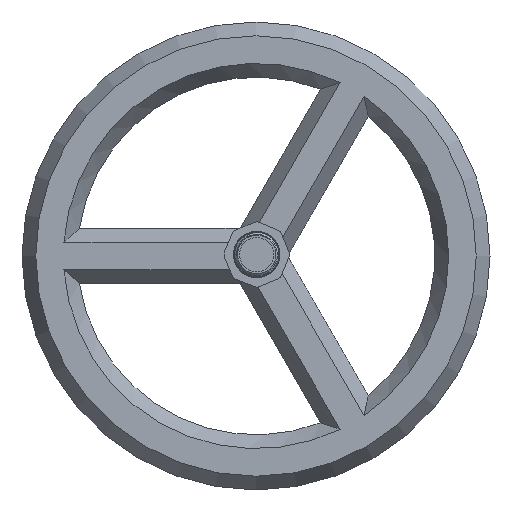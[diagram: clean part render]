
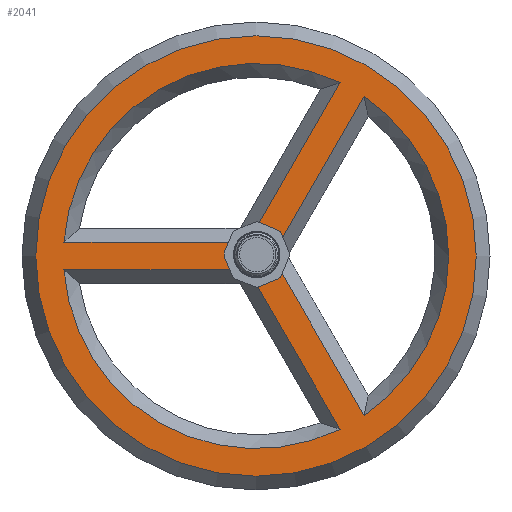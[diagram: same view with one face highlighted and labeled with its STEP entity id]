
A CAD part, front view. The second image highlights one B-rep face of the part: STEP entity #2041.
In plain terms, the highlighted planar face has unit normal (0, -1, 0).
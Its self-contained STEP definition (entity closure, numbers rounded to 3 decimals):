
#24=FACE_BOUND('',#371,.T.);
#49=PLANE('',#2241);
#252=FACE_OUTER_BOUND('',#370,.T.);
#370=EDGE_LOOP('',(#1579));
#371=EDGE_LOOP('',(#1580,#1581,#1582,#1583,#1584,#1585,#1586,#1587,#1588,
#1589,#1590,#1591));
#531=CIRCLE('',#2215,101.351);
#533=CIRCLE('',#2218,88.649);
#539=CIRCLE('',#2228,88.649);
#540=CIRCLE('',#2230,88.649);
#545=CIRCLE('',#2242,13.716);
#546=CIRCLE('',#2243,13.716);
#547=CIRCLE('',#2244,13.716);
#613=LINE('',#5726,#723);
#614=LINE('',#5731,#724);
#615=LINE('',#5733,#725);
#616=LINE('',#5736,#726);
#617=LINE('',#5739,#727);
#618=LINE('',#5740,#728);
#723=VECTOR('',#2644,10.);
#724=VECTOR('',#2649,10.);
#725=VECTOR('',#2650,10.);
#726=VECTOR('',#2653,10.);
#727=VECTOR('',#2656,10.);
#728=VECTOR('',#2657,10.);
#902=VERTEX_POINT('',#5613);
#903=VERTEX_POINT('',#5617);
#906=VERTEX_POINT('',#5624);
#917=VERTEX_POINT('',#5666);
#918=VERTEX_POINT('',#5670);
#919=VERTEX_POINT('',#5676);
#920=VERTEX_POINT('',#5680);
#929=VERTEX_POINT('',#5721);
#931=VERTEX_POINT('',#5728);
#932=VERTEX_POINT('',#5729);
#933=VERTEX_POINT('',#5732);
#934=VERTEX_POINT('',#5735);
#935=VERTEX_POINT('',#5737);
#1146=EDGE_CURVE('',#902,#902,#531,.T.);
#1150=EDGE_CURVE('',#903,#906,#533,.T.);
#1164=EDGE_CURVE('',#917,#918,#539,.T.);
#1166=EDGE_CURVE('',#920,#919,#540,.T.);
#1182=EDGE_CURVE('',#929,#903,#613,.T.);
#1183=EDGE_CURVE('',#931,#932,#545,.T.);
#1184=EDGE_CURVE('',#931,#917,#614,.T.);
#1185=EDGE_CURVE('',#933,#918,#615,.T.);
#1186=EDGE_CURVE('',#929,#933,#546,.T.);
#1187=EDGE_CURVE('',#934,#906,#616,.T.);
#1188=EDGE_CURVE('',#935,#934,#547,.T.);
#1189=EDGE_CURVE('',#935,#920,#617,.T.);
#1190=EDGE_CURVE('',#932,#919,#618,.T.);
#1579=ORIENTED_EDGE('',*,*,#1146,.F.);
#1580=ORIENTED_EDGE('',*,*,#1183,.F.);
#1581=ORIENTED_EDGE('',*,*,#1184,.T.);
#1582=ORIENTED_EDGE('',*,*,#1164,.T.);
#1583=ORIENTED_EDGE('',*,*,#1185,.F.);
#1584=ORIENTED_EDGE('',*,*,#1186,.F.);
#1585=ORIENTED_EDGE('',*,*,#1182,.T.);
#1586=ORIENTED_EDGE('',*,*,#1150,.T.);
#1587=ORIENTED_EDGE('',*,*,#1187,.F.);
#1588=ORIENTED_EDGE('',*,*,#1188,.F.);
#1589=ORIENTED_EDGE('',*,*,#1189,.T.);
#1590=ORIENTED_EDGE('',*,*,#1166,.T.);
#1591=ORIENTED_EDGE('',*,*,#1190,.F.);
#2041=ADVANCED_FACE('',(#252,#24),#49,.T.);
#2215=AXIS2_PLACEMENT_3D('',#5615,#2589,#2590);
#2218=AXIS2_PLACEMENT_3D('',#5628,#2595,#2596);
#2228=AXIS2_PLACEMENT_3D('',#5674,#2615,#2616);
#2230=AXIS2_PLACEMENT_3D('',#5681,#2619,#2620);
#2241=AXIS2_PLACEMENT_3D('',#5727,#2645,#2646);
#2242=AXIS2_PLACEMENT_3D('',#5730,#2647,#2648);
#2243=AXIS2_PLACEMENT_3D('',#5734,#2651,#2652);
#2244=AXIS2_PLACEMENT_3D('',#5738,#2654,#2655);
#2589=DIRECTION('center_axis',(0.,1.,0.));
#2590=DIRECTION('ref_axis',(1.,0.,0.));
#2595=DIRECTION('center_axis',(0.,1.,0.));
#2596=DIRECTION('ref_axis',(1.,0.,0.));
#2615=DIRECTION('center_axis',(0.,1.,0.));
#2616=DIRECTION('ref_axis',(1.,0.,0.));
#2619=DIRECTION('center_axis',(0.,1.,0.));
#2620=DIRECTION('ref_axis',(1.,0.,0.));
#2644=DIRECTION('',(0.5,0.,0.866));
#2645=DIRECTION('center_axis',(0.,-1.,0.));
#2646=DIRECTION('ref_axis',(0.,0.,-1.));
#2647=DIRECTION('center_axis',(0.,-1.,0.));
#2648=DIRECTION('ref_axis',(0.,0.,-1.));
#2649=DIRECTION('',(-1.,0.,0.));
#2650=DIRECTION('',(0.5,0.,0.866));
#2651=DIRECTION('center_axis',(0.,-1.,0.));
#2652=DIRECTION('ref_axis',(0.,0.,-1.));
#2653=DIRECTION('',(0.5,0.,-0.866));
#2654=DIRECTION('center_axis',(0.,-1.,0.));
#2655=DIRECTION('ref_axis',(0.,0.,-1.));
#2656=DIRECTION('',(0.5,0.,-0.866));
#2657=DIRECTION('',(-1.,0.,0.));
#5613=CARTESIAN_POINT('',(301.351,-114.,200.));
#5615=CARTESIAN_POINT('Origin',(200.,-114.,200.));
#5617=CARTESIAN_POINT('',(249.711,-114.,273.4));
#5624=CARTESIAN_POINT('',(249.711,-114.,126.6));
#5628=CARTESIAN_POINT('Origin',(200.,-114.,200.));
#5666=CARTESIAN_POINT('',(111.579,-114.,206.351));
#5670=CARTESIAN_POINT('',(238.711,-114.,279.751));
#5674=CARTESIAN_POINT('Origin',(200.,-114.,200.));
#5676=CARTESIAN_POINT('',(111.579,-114.,193.649));
#5680=CARTESIAN_POINT('',(238.711,-114.,120.249));
#5681=CARTESIAN_POINT('Origin',(200.,-114.,200.));
#5721=CARTESIAN_POINT('',(211.935,-114.,207.971));
#5726=CARTESIAN_POINT('',(205.5,-114.,196.825));
#5727=CARTESIAN_POINT('Origin',(98.649,-114.,200.));
#5728=CARTESIAN_POINT('',(187.829,-114.,206.351));
#5729=CARTESIAN_POINT('',(188.54,-114.,193.649));
#5730=CARTESIAN_POINT('Origin',(200.318,-114.,200.679));
#5731=CARTESIAN_POINT('',(200.,-114.,206.351));
#5732=CARTESIAN_POINT('',(200.969,-114.,214.38));
#5733=CARTESIAN_POINT('',(194.5,-114.,203.175));
#5734=CARTESIAN_POINT('Origin',(200.318,-114.,200.679));
#5735=CARTESIAN_POINT('',(211.515,-114.,192.757));
#5736=CARTESIAN_POINT('',(205.5,-114.,203.175));
#5737=CARTESIAN_POINT('',(200.193,-114.,186.964));
#5738=CARTESIAN_POINT('Origin',(200.318,-114.,200.679));
#5739=CARTESIAN_POINT('',(194.5,-114.,196.825));
#5740=CARTESIAN_POINT('',(200.,-114.,193.649));
